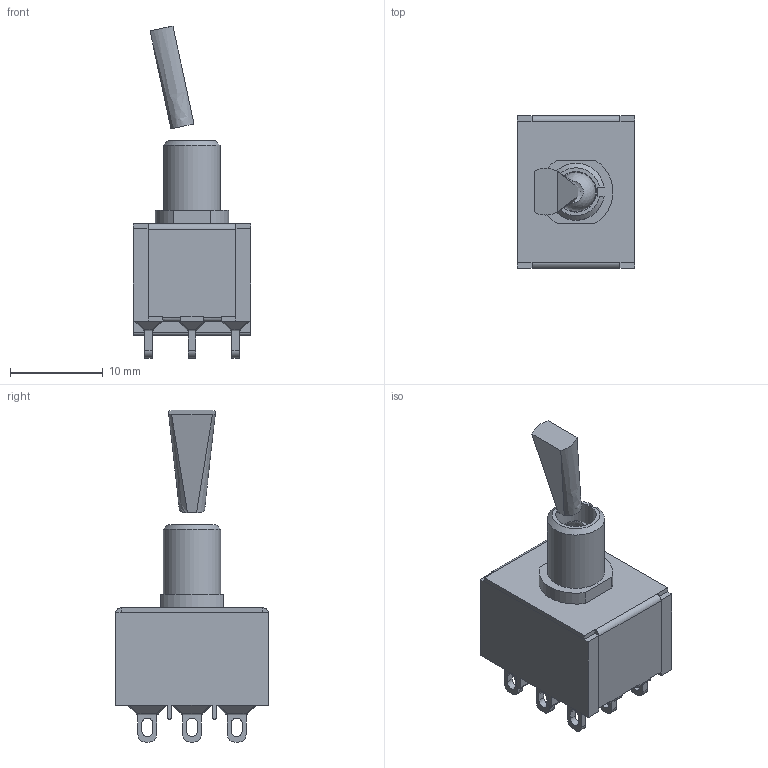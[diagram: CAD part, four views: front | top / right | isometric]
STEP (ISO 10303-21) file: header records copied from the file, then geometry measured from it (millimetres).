
FILE_DESCRIPTION(/* description */ (''),/* implementation_level */ '2;1');
FILE_NAME(/* name */ '1003PxT6B11M1xE.stp',/* time_stamp */ '2025-04-30T13:21:12-05:00',/* author */ ('mroman'),/* organization */ (''),/* preprocessor_version */ 'ST-DEVELOPER v18.1',/* originating_system */ 'Autodesk Inventor 2022',/* authorisation */ '');
FILE_SCHEMA (('AUTOMOTIVE_DESIGN { 1 0 10303 214 3 1 1 }'));
Length unit declared in the file: inch
Products named in the file (1): 1003PxT6B11M1xE
Bounding box: 12.7 x 16.51 x 35.87 mm (x, y, z)
Volume: 2604.2 mm3; surface area: 1839 mm2
Topology: 2 solids, 4 shells, 409 faces, 1036 edges, 612 vertices
Faces by surface type: plane 240, cylinder 128, sphere 37, bspline 2, cone 2
Full cylindrical faces by diameter (mm): 4.4 x1
Entity records: 11965 total; most frequent: DIRECTION 2095, CARTESIAN_POINT 2088, ORIENTED_EDGE 1998, EDGE_CURVE 999, LINE 709, VECTOR 709, AXIS2_PLACEMENT_3D 693, VERTEX_POINT 612
